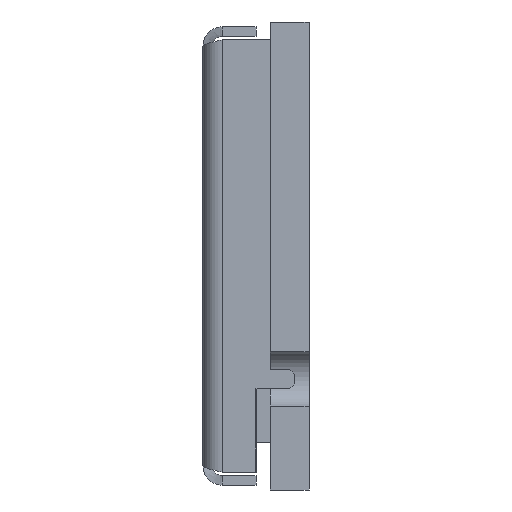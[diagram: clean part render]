
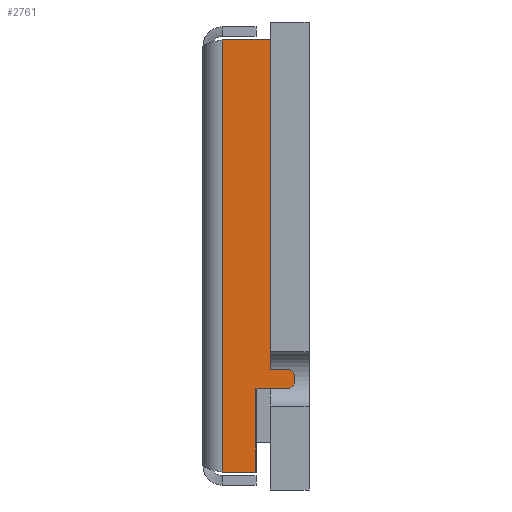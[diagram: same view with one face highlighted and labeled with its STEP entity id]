
A CAD part, left-side view. The second image highlights one B-rep face of the part: STEP entity #2761.
In plain terms, the highlighted face is planar.
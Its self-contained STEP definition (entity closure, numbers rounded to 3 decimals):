
#1564=CARTESIAN_POINT('',(4.479,0.7,4.95));
#1566=DIRECTION('',(1.,0.,0.));
#1567=VECTOR('',#1566,8.959);
#1568=CARTESIAN_POINT('',(-4.479,0.7,4.95));
#1569=LINE('',#1568,#1567);
#1707=DIRECTION('',(0.707,0.707,0.));
#1708=VECTOR('',#1707,0.141);
#1709=CARTESIAN_POINT('',(-2.451,-0.8,4.95));
#1710=LINE('',#1709,#1708);
#1711=DIRECTION('',(1.,0.,0.));
#1712=VECTOR('',#1711,0.2);
#1713=CARTESIAN_POINT('',(-2.651,-0.8,4.95));
#1714=LINE('',#1713,#1712);
#1715=DIRECTION('',(0.707,-0.707,0.));
#1716=VECTOR('',#1715,0.141);
#1717=CARTESIAN_POINT('',(-2.751,-0.7,4.95));
#1718=LINE('',#1717,#1716);
#1719=DIRECTION('',(0.,1.,0.));
#1720=VECTOR('',#1719,0.7);
#1721=CARTESIAN_POINT('',(-4.479,0.,4.95));
#1722=LINE('',#1721,#1720);
#1723=DIRECTION('',(1.,0.,0.));
#1724=VECTOR('',#1723,6.83);
#1725=CARTESIAN_POINT('',(-2.351,-0.3,4.95));
#1726=LINE('',#1725,#1724);
#1727=DIRECTION('',(0.,1.,0.));
#1728=VECTOR('',#1727,0.4);
#1729=CARTESIAN_POINT('',(-2.351,-0.7,4.95));
#1730=LINE('',#1729,#1728);
#1747=DIRECTION('',(0.,1.,0.));
#1748=VECTOR('',#1747,1.);
#1749=CARTESIAN_POINT('',(4.479,-0.3,4.95));
#1750=LINE('',#1749,#1748);
#2117=DIRECTION('',(1.,0.,0.));
#2118=VECTOR('',#2117,1.729);
#2119=CARTESIAN_POINT('',(-4.479,0.,4.95));
#2120=LINE('',#2119,#2118);
#2129=DIRECTION('',(0.,-1.,0.));
#2130=VECTOR('',#2129,0.7);
#2131=CARTESIAN_POINT('',(-2.751,0.,4.95));
#2132=LINE('',#2131,#2130);
#2149=VERTEX_POINT('',#1564);
#2174=CARTESIAN_POINT('',(-4.479,0.,4.95));
#2175=CARTESIAN_POINT('',(-4.479,0.7,4.95));
#2176=VERTEX_POINT('',#2174);
#2177=VERTEX_POINT('',#2175);
#2247=CARTESIAN_POINT('',(-2.751,0.,4.95));
#2249=VERTEX_POINT('',#2247);
#2251=CARTESIAN_POINT('',(4.479,-0.3,4.95));
#2253=VERTEX_POINT('',#2251);
#2255=CARTESIAN_POINT('',(-2.351,-0.3,4.95));
#2257=VERTEX_POINT('',#2255);
#2259=CARTESIAN_POINT('',(-2.451,-0.8,4.95));
#2260=CARTESIAN_POINT('',(-2.351,-0.7,4.95));
#2261=VERTEX_POINT('',#2259);
#2262=VERTEX_POINT('',#2260);
#2267=CARTESIAN_POINT('',(-2.751,-0.7,4.95));
#2268=CARTESIAN_POINT('',(-2.651,-0.8,4.95));
#2269=VERTEX_POINT('',#2267);
#2270=VERTEX_POINT('',#2268);
#2736=CARTESIAN_POINT('',(-4.75,0.,4.95));
#2737=DIRECTION('',(0.,0.,1.));
#2738=DIRECTION('',(1.,0.,0.));
#2739=AXIS2_PLACEMENT_3D('',#2736,#2737,#2738);
#2740=PLANE('',#2739);
#2742=ORIENTED_EDGE('',*,*,#2741,.F.);
#2744=ORIENTED_EDGE('',*,*,#2743,.F.);
#2746=ORIENTED_EDGE('',*,*,#2745,.F.);
#2748=ORIENTED_EDGE('',*,*,#2747,.F.);
#2750=ORIENTED_EDGE('',*,*,#2749,.F.);
#2751=ORIENTED_EDGE('',*,*,#2726,.T.);
#2752=ORIENTED_EDGE('',*,*,#2329,.T.);
#2754=ORIENTED_EDGE('',*,*,#2753,.F.);
#2756=ORIENTED_EDGE('',*,*,#2755,.F.);
#2758=ORIENTED_EDGE('',*,*,#2757,.F.);
#2759=EDGE_LOOP('',(#2742,#2744,#2746,#2748,#2750,#2751,#2752,#2754,#2756,
#2758));
#2760=FACE_OUTER_BOUND('',#2759,.F.);
#2761=ADVANCED_FACE('',(#2760),#2740,.T.);
#2329=EDGE_CURVE('',#2177,#2149,#1569,.T.);
#2726=EDGE_CURVE('',#2176,#2177,#1722,.T.);
#2741=EDGE_CURVE('',#2261,#2262,#1710,.T.);
#2743=EDGE_CURVE('',#2270,#2261,#1714,.T.);
#2745=EDGE_CURVE('',#2269,#2270,#1718,.T.);
#2747=EDGE_CURVE('',#2249,#2269,#2132,.T.);
#2749=EDGE_CURVE('',#2176,#2249,#2120,.T.);
#2753=EDGE_CURVE('',#2253,#2149,#1750,.T.);
#2755=EDGE_CURVE('',#2257,#2253,#1726,.T.);
#2757=EDGE_CURVE('',#2262,#2257,#1730,.T.);
